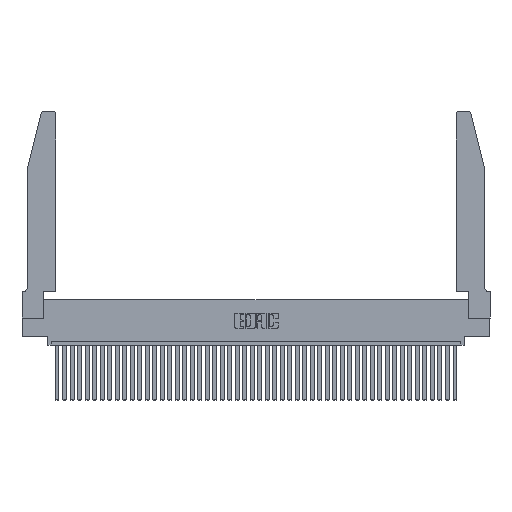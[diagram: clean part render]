
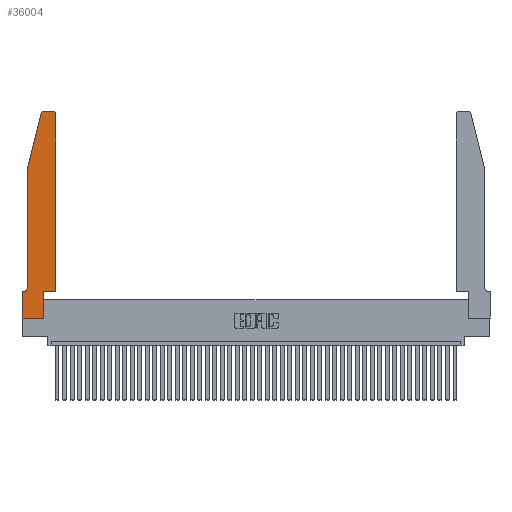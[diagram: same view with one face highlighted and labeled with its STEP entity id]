
A CAD part, top view. The second image highlights one B-rep face of the part: STEP entity #36004.
In plain terms, the highlighted planar face has unit normal (0, 0, 1).
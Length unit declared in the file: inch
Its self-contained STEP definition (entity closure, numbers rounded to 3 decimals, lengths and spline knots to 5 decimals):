
#398 = FACE_OUTER_BOUND ( 'NONE', #24496, .T. ) ;
#467 = VERTEX_POINT ( 'NONE', #3090 ) ;
#511 = EDGE_CURVE ( 'NONE', #25958, #42151, #12815, .T. ) ;
#925 = AXIS2_PLACEMENT_3D ( 'NONE', #4579, #24945, #4126 ) ;
#1142 = VECTOR ( 'NONE', #28262, 39.37008 ) ;
#1213 = DIRECTION ( 'NONE',  ( 0., -1., 0. ) ) ;
#1523 = CIRCLE ( 'NONE', #8439, 0.07 ) ;
#2809 = DIRECTION ( 'NONE',  ( -1., 0., 0. ) ) ;
#3090 = CARTESIAN_POINT ( 'NONE',  ( 0.4505, 2.72, 0.37 ) ) ;
#3336 = CIRCLE ( 'NONE', #925, 0.03 ) ;
#3741 = EDGE_CURVE ( 'NONE', #43448, #9061, #36300, .T. ) ;
#4126 = DIRECTION ( 'NONE',  ( 1., 0., 0. ) ) ;
#4579 = CARTESIAN_POINT ( 'NONE',  ( 0.4205, 2.72, 0.37 ) ) ;
#4905 = ORIENTED_EDGE ( 'NONE', *, *, #25516, .T. ) ;
#4963 = CARTESIAN_POINT ( 'NONE',  ( 0.284, 2.72, 0.37 ) ) ;
#5945 = CARTESIAN_POINT ( 'NONE',  ( 0., 0.35, 0.37 ) ) ;
#7414 = VERTEX_POINT ( 'NONE', #33982 ) ;
#7571 = LINE ( 'NONE', #30075, #33951 ) ;
#8439 = AXIS2_PLACEMENT_3D ( 'NONE', #15387, #29258, #35458 ) ;
#8810 = VECTOR ( 'NONE', #2809, 39.37008 ) ;
#9061 = VERTEX_POINT ( 'NONE', #16227 ) ;
#9384 = VECTOR ( 'NONE', #16167, 39.37008 ) ;
#10364 = VECTOR ( 'NONE', #39975, 39.37008 ) ;
#10702 = DIRECTION ( 'NONE',  ( -0.239, -0.971, 0. ) ) ;
#11219 = CARTESIAN_POINT ( 'NONE',  ( 0.25487, 2.72718, 0.37 ) ) ;
#11346 = VERTEX_POINT ( 'NONE', #15720 ) ;
#11576 = VERTEX_POINT ( 'NONE', #27488 ) ;
#12181 = EDGE_CURVE ( 'NONE', #467, #11346, #3336, .T. ) ;
#12815 = LINE ( 'NONE', #33621, #14385 ) ;
#13036 = ORIENTED_EDGE ( 'NONE', *, *, #41020, .T. ) ;
#13472 = EDGE_CURVE ( 'NONE', #43264, #467, #17116, .T. ) ;
#14230 = DIRECTION ( 'NONE',  ( 0., 1., 0. ) ) ;
#14385 = VECTOR ( 'NONE', #23441, 39.37008 ) ;
#15387 = CARTESIAN_POINT ( 'NONE',  ( 0.0055, 0.42, 0.37 ) ) ;
#15539 = CIRCLE ( 'NONE', #33307, 0.03 ) ;
#15720 = CARTESIAN_POINT ( 'NONE',  ( 0.4205, 2.75, 0.37 ) ) ;
#15993 = PLANE ( 'NONE',  #36086 ) ;
#16167 = DIRECTION ( 'NONE',  ( 1., 0., 0. ) ) ;
#16227 = CARTESIAN_POINT ( 'NONE',  ( 0.0755, 2., 0.37 ) ) ;
#16555 = VECTOR ( 'NONE', #14230, 39.37008 ) ;
#17116 = LINE ( 'NONE', #27494, #16555 ) ;
#17238 = ORIENTED_EDGE ( 'NONE', *, *, #39575, .T. ) ;
#18642 = CARTESIAN_POINT ( 'NONE',  ( 0., 0., 0.37 ) ) ;
#18807 = DIRECTION ( 'NONE',  ( 0., 0., 1. ) ) ;
#19387 = CARTESIAN_POINT ( 'NONE',  ( 0., 0., 0.37 ) ) ;
#19388 = CARTESIAN_POINT ( 'NONE',  ( 0.4505, 0.35, 0.37 ) ) ;
#19893 = EDGE_CURVE ( 'NONE', #11576, #25958, #37034, .T. ) ;
#22119 = ORIENTED_EDGE ( 'NONE', *, *, #511, .T. ) ;
#23192 = ORIENTED_EDGE ( 'NONE', *, *, #37917, .T. ) ;
#23441 = DIRECTION ( 'NONE',  ( 1., 0., 0. ) ) ;
#23730 = ORIENTED_EDGE ( 'NONE', *, *, #38510, .T. ) ;
#23746 = CARTESIAN_POINT ( 'NONE',  ( 0.4505, 0.35, 0.37 ) ) ;
#24202 = ORIENTED_EDGE ( 'NONE', *, *, #39443, .T. ) ;
#24496 = EDGE_LOOP ( 'NONE', ( #4905, #23192, #36320, #13036, #23730, #24202, #33427, #22119, #17238, #28879, #40631, #40349 ) ) ;
#24945 = DIRECTION ( 'NONE',  ( 0., 0., 1. ) ) ;
#25516 = EDGE_CURVE ( 'NONE', #11346, #42269, #7571, .T. ) ;
#25958 = VERTEX_POINT ( 'NONE', #19387 ) ;
#26561 = CARTESIAN_POINT ( 'NONE',  ( 0.2865, 0.35, 0.37 ) ) ;
#27268 = LINE ( 'NONE', #26561, #10364 ) ;
#27335 = VECTOR ( 'NONE', #10702, 39.37008 ) ;
#27488 = CARTESIAN_POINT ( 'NONE',  ( 0., 0.35, 0.37 ) ) ;
#27494 = CARTESIAN_POINT ( 'NONE',  ( 0.4505, 0.35, 0.37 ) ) ;
#28262 = DIRECTION ( 'NONE',  ( 0., -1., 0. ) ) ;
#28879 = ORIENTED_EDGE ( 'NONE', *, *, #38085, .T. ) ;
#29258 = DIRECTION ( 'NONE',  ( 0., 0., -1. ) ) ;
#29580 = DIRECTION ( 'NONE',  ( 1., 0., 0. ) ) ;
#30075 = CARTESIAN_POINT ( 'NONE',  ( 0.2605, 2.75, 0.37 ) ) ;
#30320 = LINE ( 'NONE', #41481, #42956 ) ;
#31372 = CARTESIAN_POINT ( 'NONE',  ( 0.0755, 2., 0.37 ) ) ;
#32868 = CARTESIAN_POINT ( 'NONE',  ( 0.0755, 0.42, 0.37 ) ) ;
#33307 = AXIS2_PLACEMENT_3D ( 'NONE', #4963, #18807, #42420 ) ;
#33427 = ORIENTED_EDGE ( 'NONE', *, *, #19893, .T. ) ;
#33621 = CARTESIAN_POINT ( 'NONE',  ( 0., 0., 0.37 ) ) ;
#33951 = VECTOR ( 'NONE', #40381, 39.37008 ) ;
#33982 = CARTESIAN_POINT ( 'NONE',  ( 0.0055, 0.35, 0.37 ) ) ;
#34901 = CARTESIAN_POINT ( 'NONE',  ( 0.284, 2.75, 0.37 ) ) ;
#35458 = DIRECTION ( 'NONE',  ( -1., 0., 0. ) ) ;
#36004 = ADVANCED_FACE ( 'NONE', ( #398 ), #15993, .T. ) ;
#36086 = AXIS2_PLACEMENT_3D ( 'NONE', #5945, #39431, #29580 ) ;
#36300 = LINE ( 'NONE', #31372, #27335 ) ;
#36320 = ORIENTED_EDGE ( 'NONE', *, *, #3741, .T. ) ;
#36585 = CARTESIAN_POINT ( 'NONE',  ( 0.2865, 0.35, 0.37 ) ) ;
#37034 = LINE ( 'NONE', #18642, #1142 ) ;
#37101 = CARTESIAN_POINT ( 'NONE',  ( 0.2865, 0., 0.37 ) ) ;
#37261 = VERTEX_POINT ( 'NONE', #32868 ) ;
#37917 = EDGE_CURVE ( 'NONE', #42269, #43448, #15539, .T. ) ;
#38085 = EDGE_CURVE ( 'NONE', #42991, #43264, #42637, .T. ) ;
#38510 = EDGE_CURVE ( 'NONE', #37261, #7414, #1523, .T. ) ;
#39431 = DIRECTION ( 'NONE',  ( 0., 0., 1. ) ) ;
#39443 = EDGE_CURVE ( 'NONE', #7414, #11576, #43123, .T. ) ;
#39549 = CARTESIAN_POINT ( 'NONE',  ( 0.0755, 0.35, 0.37 ) ) ;
#39575 = EDGE_CURVE ( 'NONE', #42151, #42991, #27268, .T. ) ;
#39975 = DIRECTION ( 'NONE',  ( 0., 1., 0. ) ) ;
#40349 = ORIENTED_EDGE ( 'NONE', *, *, #12181, .T. ) ;
#40381 = DIRECTION ( 'NONE',  ( -1., 0., 0. ) ) ;
#40631 = ORIENTED_EDGE ( 'NONE', *, *, #13472, .T. ) ;
#41020 = EDGE_CURVE ( 'NONE', #9061, #37261, #30320, .T. ) ;
#41481 = CARTESIAN_POINT ( 'NONE',  ( 0.0755, 2., 0.37 ) ) ;
#42151 = VERTEX_POINT ( 'NONE', #37101 ) ;
#42269 = VERTEX_POINT ( 'NONE', #34901 ) ;
#42420 = DIRECTION ( 'NONE',  ( 1., 0., 0. ) ) ;
#42637 = LINE ( 'NONE', #19388, #9384 ) ;
#42956 = VECTOR ( 'NONE', #1213, 39.37008 ) ;
#42991 = VERTEX_POINT ( 'NONE', #36585 ) ;
#43123 = LINE ( 'NONE', #39549, #8810 ) ;
#43264 = VERTEX_POINT ( 'NONE', #23746 ) ;
#43448 = VERTEX_POINT ( 'NONE', #11219 ) ;
